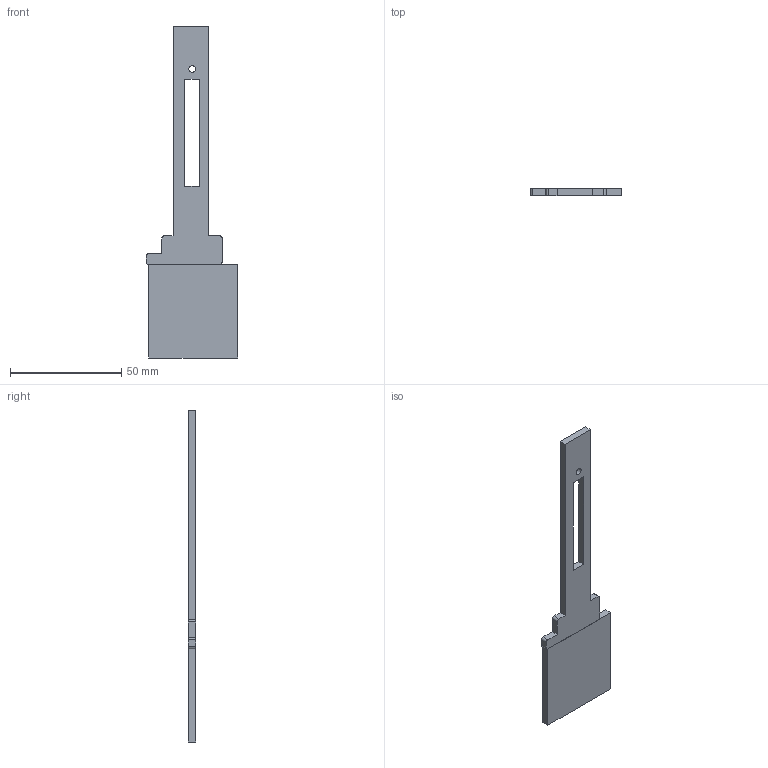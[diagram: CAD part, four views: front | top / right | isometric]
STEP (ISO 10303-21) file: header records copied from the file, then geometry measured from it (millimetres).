
FILE_DESCRIPTION(/* description */ ('STEP AP242','CAx-IF Rec.Pracs.---Representation and Presentation of Product Manufacturing Information (PMI)---4.0---2014-10-13','CAx-IF Rec.Pracs.---3D Tessellated Geometry---0.4---2014-09-14','2;1'),/* implementation_level */ '2;1');
FILE_NAME(/* name */ 'DC MOTOR outer door',/* time_stamp */ '2023-09-06T20:03:18Z',/* author */ (''),/* organization */ (''),/* preprocessor_version */ 'ST-DEVELOPER v19.4',/* originating_system */ ' ',/* authorisation */ ' ');
FILE_SCHEMA (('AP242_MANAGED_MODEL_BASED_3D_ENGINEERING_MIM_LF { 1 0 10303 442 1 1 4 }'));
Length unit declared in the file: metre
Products named in the file (2): Silicone Extension; Outer Door Silicone Holder
Bounding box: 41 x 3.18 x 149.36 mm (x, y, z)
Volume: 10342.4 mm3; surface area: 8298.2 mm2
Topology: 2 solids, 2 shells, 29 faces, 75 edges, 50 vertices
Faces by surface type: plane 23, cylinder 6
Full cylindrical faces by diameter (mm): 3 x1
Entity records: 933 total; most frequent: CARTESIAN_POINT 158, ORIENTED_EDGE 148, DIRECTION 147, EDGE_CURVE 74, LINE 61, VECTOR 61, VERTEX_POINT 50, AXIS2_PLACEMENT_3D 43
